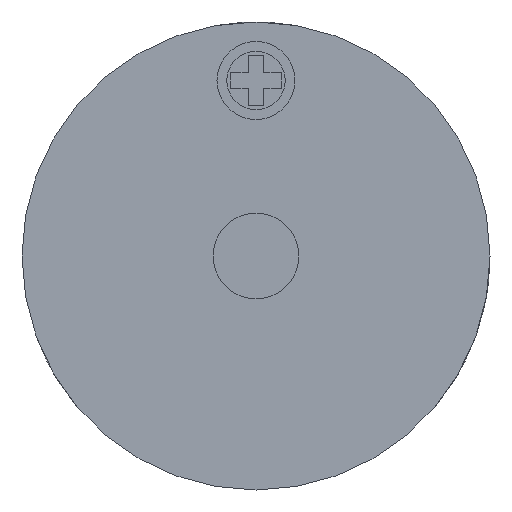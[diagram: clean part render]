
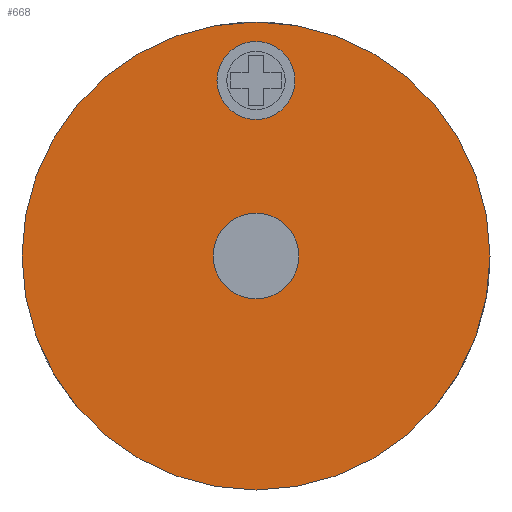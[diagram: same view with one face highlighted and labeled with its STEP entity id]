
A CAD part, front view. The second image highlights one B-rep face of the part: STEP entity #668.
In plain terms, the highlighted planar face has unit normal (0, -1, 0).
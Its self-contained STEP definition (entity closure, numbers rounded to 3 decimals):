
#21=FACE_BOUND('',#97,.T.);
#22=FACE_BOUND('',#98,.T.);
#56=FACE_OUTER_BOUND('',#96,.T.);
#96=EDGE_LOOP('',(#539));
#97=EDGE_LOOP('',(#540));
#98=EDGE_LOOP('',(#541));
#130=CIRCLE('',#739,1.);
#132=CIRCLE('',#743,6.);
#133=CIRCLE('',#744,1.1);
#325=VERTEX_POINT('',#1106);
#327=VERTEX_POINT('',#1113);
#328=VERTEX_POINT('',#1115);
#406=EDGE_CURVE('',#325,#325,#130,.T.);
#409=EDGE_CURVE('',#327,#327,#132,.T.);
#410=EDGE_CURVE('',#328,#328,#133,.T.);
#539=ORIENTED_EDGE('',*,*,#409,.F.);
#540=ORIENTED_EDGE('',*,*,#410,.T.);
#541=ORIENTED_EDGE('',*,*,#406,.T.);
#633=PLANE('',#742);
#668=ADVANCED_FACE('',(#56,#21,#22),#633,.F.);
#739=AXIS2_PLACEMENT_3D('',#1107,#896,#897);
#742=AXIS2_PLACEMENT_3D('',#1112,#903,#904);
#743=AXIS2_PLACEMENT_3D('',#1114,#905,#906);
#744=AXIS2_PLACEMENT_3D('',#1116,#907,#908);
#896=DIRECTION('center_axis',(0.,1.,0.));
#897=DIRECTION('ref_axis',(1.,0.,0.));
#903=DIRECTION('center_axis',(0.,1.,0.));
#904=DIRECTION('ref_axis',(0.,0.,1.));
#905=DIRECTION('center_axis',(0.,1.,0.));
#906=DIRECTION('ref_axis',(-1.,0.,0.));
#907=DIRECTION('center_axis',(0.,1.,0.));
#908=DIRECTION('ref_axis',(1.,0.,0.));
#1106=CARTESIAN_POINT('',(-1.,0.,4.5));
#1107=CARTESIAN_POINT('Origin',(0.,0.,4.5));
#1112=CARTESIAN_POINT('Origin',(0.,0.,0.));
#1113=CARTESIAN_POINT('',(6.,0.,0.));
#1114=CARTESIAN_POINT('Origin',(0.,0.,0.));
#1115=CARTESIAN_POINT('',(-1.1,0.,0.));
#1116=CARTESIAN_POINT('Origin',(0.,0.,0.));
